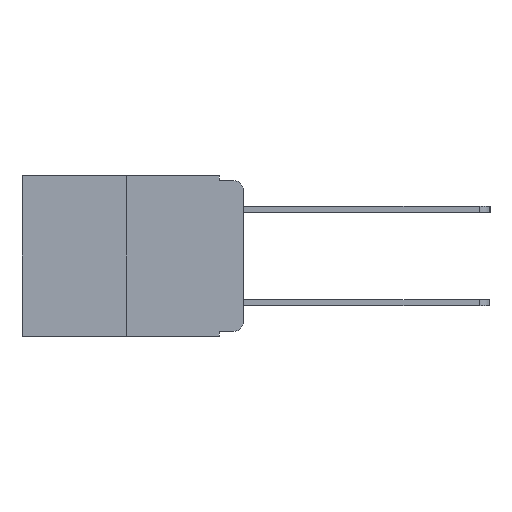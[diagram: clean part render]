
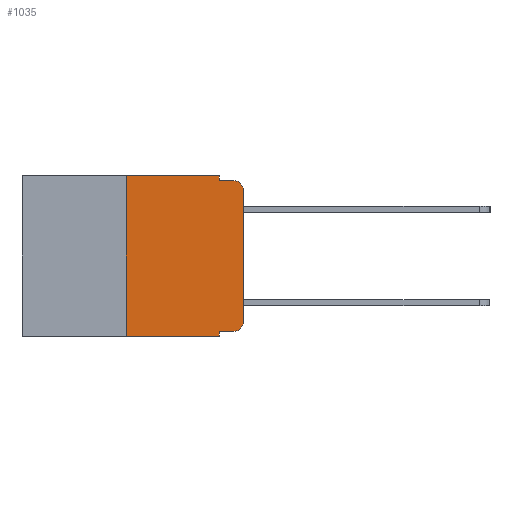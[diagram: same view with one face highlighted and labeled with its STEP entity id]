
A CAD part, left-side view. The second image highlights one B-rep face of the part: STEP entity #1035.
In plain terms, the highlighted planar face has unit normal (-1, 0, 0).
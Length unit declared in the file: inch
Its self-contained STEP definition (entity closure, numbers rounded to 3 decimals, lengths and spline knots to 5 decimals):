
#86 = CARTESIAN_POINT ( 'NONE',  ( 0., 0.051, 0. ) ) ;
#115 = ORIENTED_EDGE ( 'NONE', *, *, #5501, .F. ) ;
#316 = DIRECTION ( 'NONE',  ( -1., 0., 0. ) ) ;
#504 = VERTEX_POINT ( 'NONE', #12097 ) ;
#780 = CARTESIAN_POINT ( 'NONE',  ( 0., 0.02, -0.01 ) ) ;
#819 = DIRECTION ( 'NONE',  ( 0., -1., 0. ) ) ;
#1035 = ADVANCED_FACE ( 'NONE', ( #7604 ), #1742, .F. ) ;
#1118 = VECTOR ( 'NONE', #819, 39.37008 ) ;
#1244 = DIRECTION ( 'NONE',  ( 0., 0., 1. ) ) ;
#1729 = CARTESIAN_POINT ( 'NONE',  ( 0., 0.051, -0.01 ) ) ;
#1742 = PLANE ( 'NONE',  #12033 ) ;
#1798 = VERTEX_POINT ( 'NONE', #7298 ) ;
#2146 = VECTOR ( 'NONE', #12953, 39.37008 ) ;
#2358 = VERTEX_POINT ( 'NONE', #12072 ) ;
#2414 = CARTESIAN_POINT ( 'NONE',  ( 0., 0.02, -0.313 ) ) ;
#2515 = CIRCLE ( 'NONE', #7292, 0.02 ) ;
#2736 = ORIENTED_EDGE ( 'NONE', *, *, #7682, .F. ) ;
#2922 = VECTOR ( 'NONE', #8336, 39.37008 ) ;
#2993 = LINE ( 'NONE', #12806, #13502 ) ;
#3415 = CARTESIAN_POINT ( 'NONE',  ( 0., 0.051, -0.343 ) ) ;
#3677 = DIRECTION ( 'NONE',  ( 0., 0., -1. ) ) ;
#4059 = EDGE_CURVE ( 'NONE', #2358, #504, #12892, .T. ) ;
#4375 = CARTESIAN_POINT ( 'NONE',  ( 0., 0.051, -0.333 ) ) ;
#4770 = EDGE_CURVE ( 'NONE', #6438, #2358, #12169, .T. ) ;
#5457 = DIRECTION ( 'NONE',  ( 0., -1., 0. ) ) ;
#5501 = EDGE_CURVE ( 'NONE', #6438, #11949, #13620, .T. ) ;
#5549 = VECTOR ( 'NONE', #1244, 39.37008 ) ;
#5697 = CARTESIAN_POINT ( 'NONE',  ( 0., 0.051, -0.333 ) ) ;
#5720 = DIRECTION ( 'NONE',  ( 1., 0., 0. ) ) ;
#5752 = ORIENTED_EDGE ( 'NONE', *, *, #6961, .F. ) ;
#5959 = VERTEX_POINT ( 'NONE', #7867 ) ;
#6098 = ORIENTED_EDGE ( 'NONE', *, *, #12254, .F. ) ;
#6233 = EDGE_CURVE ( 'NONE', #11792, #10808, #7329, .T. ) ;
#6438 = VERTEX_POINT ( 'NONE', #4375 ) ;
#6522 = VECTOR ( 'NONE', #5457, 39.37008 ) ;
#6597 = ORIENTED_EDGE ( 'NONE', *, *, #4770, .T. ) ;
#6762 = EDGE_LOOP ( 'NONE', ( #8261, #13292, #2736, #5752, #6098, #8919, #11531, #115, #6597, #9333 ) ) ;
#6961 = EDGE_CURVE ( 'NONE', #5959, #7101, #8431, .T. ) ;
#6970 = VECTOR ( 'NONE', #11350, 39.37008 ) ;
#7049 = AXIS2_PLACEMENT_3D ( 'NONE', #2414, #9961, #3677 ) ;
#7083 = CARTESIAN_POINT ( 'NONE',  ( 0., 0.051, 0. ) ) ;
#7101 = VERTEX_POINT ( 'NONE', #1729 ) ;
#7203 = CARTESIAN_POINT ( 'NONE',  ( 0., 0.051, -0.01 ) ) ;
#7216 = LINE ( 'NONE', #8621, #6522 ) ;
#7292 = AXIS2_PLACEMENT_3D ( 'NONE', #7477, #316, #8500 ) ;
#7298 = CARTESIAN_POINT ( 'NONE',  ( 0., 0., -0.03 ) ) ;
#7329 = LINE ( 'NONE', #13168, #6970 ) ;
#7477 = CARTESIAN_POINT ( 'NONE',  ( 0., 0.02, -0.03 ) ) ;
#7604 = FACE_OUTER_BOUND ( 'NONE', #6762, .T. ) ;
#7682 = EDGE_CURVE ( 'NONE', #7101, #13107, #8090, .T. ) ;
#7690 = CARTESIAN_POINT ( 'NONE',  ( 0., 0.25, -0.343 ) ) ;
#7867 = CARTESIAN_POINT ( 'NONE',  ( 0., 0.051, 0. ) ) ;
#8090 = LINE ( 'NONE', #7203, #2146 ) ;
#8261 = ORIENTED_EDGE ( 'NONE', *, *, #9047, .T. ) ;
#8336 = DIRECTION ( 'NONE',  ( 0., 0., -1. ) ) ;
#8366 = EDGE_CURVE ( 'NONE', #1798, #13107, #2515, .T. ) ;
#8431 = LINE ( 'NONE', #86, #2922 ) ;
#8500 = DIRECTION ( 'NONE',  ( 0., 0., -1. ) ) ;
#8614 = VECTOR ( 'NONE', #9113, 39.37008 ) ;
#8621 = CARTESIAN_POINT ( 'NONE',  ( 0., 0.473, -0.343 ) ) ;
#8919 = ORIENTED_EDGE ( 'NONE', *, *, #6233, .F. ) ;
#9047 = EDGE_CURVE ( 'NONE', #504, #1798, #13404, .T. ) ;
#9098 = DIRECTION ( 'NONE',  ( 0., -1., 0. ) ) ;
#9113 = DIRECTION ( 'NONE',  ( 0., 0., -1. ) ) ;
#9333 = ORIENTED_EDGE ( 'NONE', *, *, #4059, .T. ) ;
#9604 = CARTESIAN_POINT ( 'NONE',  ( 0., 0.473, 0. ) ) ;
#9875 = DIRECTION ( 'NONE',  ( 0., 0., -1. ) ) ;
#9961 = DIRECTION ( 'NONE',  ( -1., 0., 0. ) ) ;
#10808 = VERTEX_POINT ( 'NONE', #11655 ) ;
#11350 = DIRECTION ( 'NONE',  ( 0., 0., 1. ) ) ;
#11531 = ORIENTED_EDGE ( 'NONE', *, *, #11709, .T. ) ;
#11655 = CARTESIAN_POINT ( 'NONE',  ( 0., 0.25, 0. ) ) ;
#11709 = EDGE_CURVE ( 'NONE', #11792, #11949, #7216, .T. ) ;
#11792 = VERTEX_POINT ( 'NONE', #7690 ) ;
#11949 = VERTEX_POINT ( 'NONE', #3415 ) ;
#12033 = AXIS2_PLACEMENT_3D ( 'NONE', #9604, #5720, #9875 ) ;
#12072 = CARTESIAN_POINT ( 'NONE',  ( 0., 0.02, -0.333 ) ) ;
#12097 = CARTESIAN_POINT ( 'NONE',  ( 0., 0., -0.313 ) ) ;
#12169 = LINE ( 'NONE', #5697, #1118 ) ;
#12254 = EDGE_CURVE ( 'NONE', #10808, #5959, #2993, .T. ) ;
#12806 = CARTESIAN_POINT ( 'NONE',  ( 0., 0.473, 0. ) ) ;
#12892 = CIRCLE ( 'NONE', #7049, 0.02 ) ;
#12953 = DIRECTION ( 'NONE',  ( 0., -1., 0. ) ) ;
#13107 = VERTEX_POINT ( 'NONE', #780 ) ;
#13168 = CARTESIAN_POINT ( 'NONE',  ( 0., 0.25, 0. ) ) ;
#13292 = ORIENTED_EDGE ( 'NONE', *, *, #8366, .T. ) ;
#13404 = LINE ( 'NONE', #13801, #5549 ) ;
#13502 = VECTOR ( 'NONE', #9098, 39.37008 ) ;
#13620 = LINE ( 'NONE', #7083, #8614 ) ;
#13801 = CARTESIAN_POINT ( 'NONE',  ( 0., 0., 0. ) ) ;
